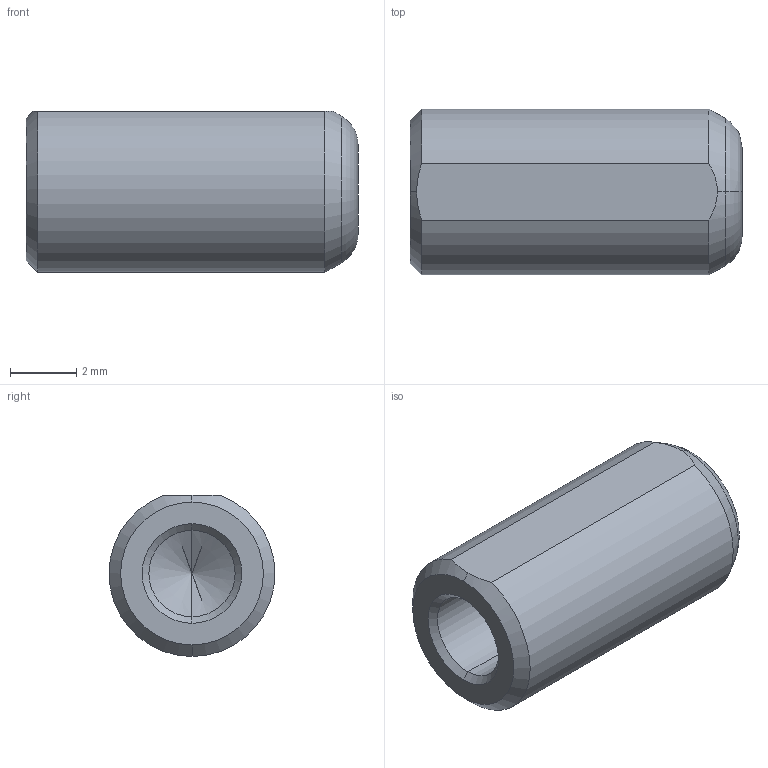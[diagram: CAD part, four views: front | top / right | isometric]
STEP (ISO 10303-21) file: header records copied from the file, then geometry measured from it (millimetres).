
FILE_DESCRIPTION (( 'STEP AP214' ), '1' );
FILE_NAME ('LPT5-10.STEP', '2024-01-16T08:52:12', ( '' ), ( '' ), 'SwSTEP 2.0', 'SolidWorks 2023', '' );
FILE_SCHEMA (( 'AUTOMOTIVE_DESIGN' ));
Length unit declared in the file: millimetre
Products named in the file (1): LPT5-10
Bounding box: 10 x 5 x 4.85 mm (x, y, z)
Volume: 141.2 mm3; surface area: 254.8 mm2
Topology: 1 solids, 1 shells, 17 faces, 37 edges, 21 vertices
Faces by surface type: cone 8, cylinder 4, plane 3, torus 2
Entity records: 490 total; most frequent: CARTESIAN_POINT 98, DIRECTION 85, ORIENTED_EDGE 70, AXIS2_PLACEMENT_3D 36, EDGE_CURVE 35, VERTEX_POINT 21, EDGE_LOOP 18, CIRCLE 18
